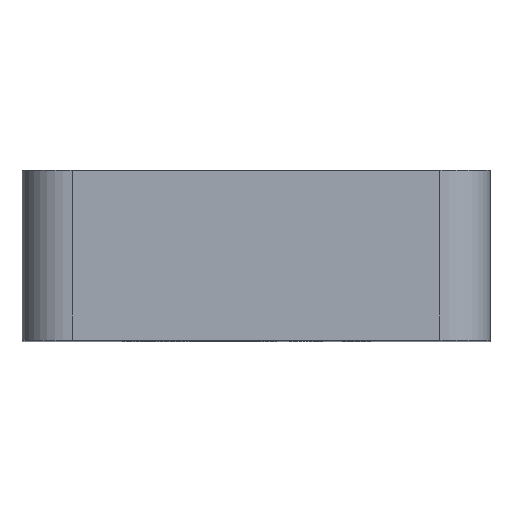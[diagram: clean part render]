
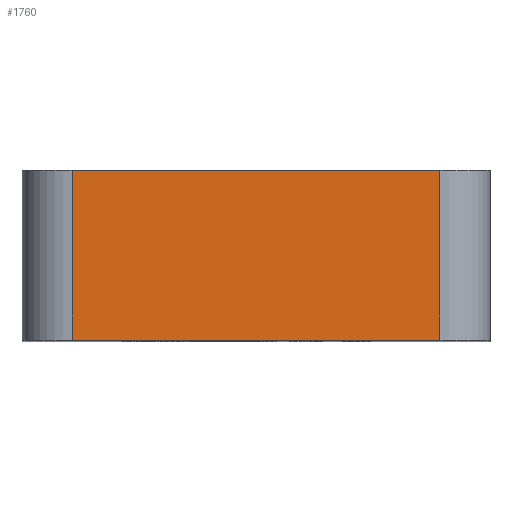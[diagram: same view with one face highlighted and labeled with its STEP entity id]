
A CAD part, top view. The second image highlights one B-rep face of the part: STEP entity #1760.
In plain terms, the highlighted planar face has unit normal (0, 0, 1).
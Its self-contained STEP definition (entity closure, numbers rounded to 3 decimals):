
#104=PLANE('',#1944);
#196=FACE_OUTER_BOUND('',#303,.T.);
#303=EDGE_LOOP('',(#1618,#1619,#1620,#1621));
#396=LINE('',#3492,#533);
#431=LINE('',#3599,#568);
#434=LINE('',#3612,#571);
#437=LINE('',#3617,#574);
#533=VECTOR('',#2285,10.);
#568=VECTOR('',#2410,10.);
#571=VECTOR('',#2425,10.);
#574=VECTOR('',#2432,10.);
#809=VERTEX_POINT('',#3489);
#810=VERTEX_POINT('',#3491);
#835=VERTEX_POINT('',#3595);
#837=VERTEX_POINT('',#3598);
#1033=EDGE_CURVE('',#810,#809,#396,.T.);
#1087=EDGE_CURVE('',#837,#835,#431,.T.);
#1095=EDGE_CURVE('',#810,#835,#434,.T.);
#1098=EDGE_CURVE('',#837,#809,#437,.T.);
#1618=ORIENTED_EDGE('',*,*,#1095,.F.);
#1619=ORIENTED_EDGE('',*,*,#1033,.T.);
#1620=ORIENTED_EDGE('',*,*,#1098,.F.);
#1621=ORIENTED_EDGE('',*,*,#1087,.T.);
#1760=ADVANCED_FACE('',(#196),#104,.T.);
#1944=AXIS2_PLACEMENT_3D('',#3626,#2446,#2447);
#2285=DIRECTION('',(-1.,0.,0.));
#2410=DIRECTION('',(1.,0.,0.));
#2425=DIRECTION('',(0.,-1.,0.));
#2432=DIRECTION('',(0.,1.,0.));
#2446=DIRECTION('center_axis',(0.,0.,1.));
#2447=DIRECTION('ref_axis',(1.,0.,0.));
#3489=CARTESIAN_POINT('',(-27.5,25.4,40.));
#3491=CARTESIAN_POINT('',(27.5,25.4,40.));
#3492=CARTESIAN_POINT('',(-35.,25.4,40.));
#3595=CARTESIAN_POINT('',(27.5,0.,40.));
#3598=CARTESIAN_POINT('',(-27.5,0.,40.));
#3599=CARTESIAN_POINT('',(-35.,0.,40.));
#3612=CARTESIAN_POINT('',(27.5,0.,40.));
#3617=CARTESIAN_POINT('',(-27.5,0.,40.));
#3626=CARTESIAN_POINT('Origin',(-35.,0.,40.));
